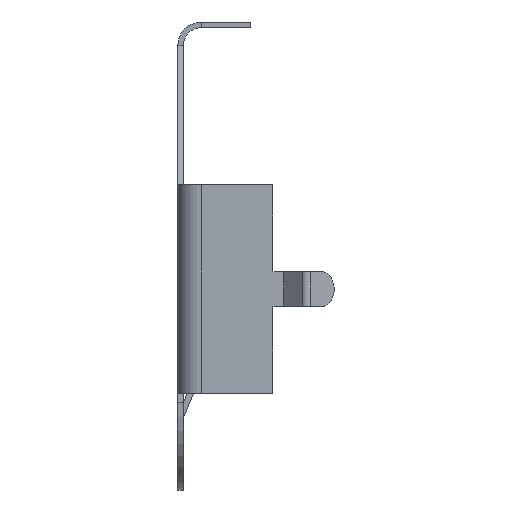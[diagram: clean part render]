
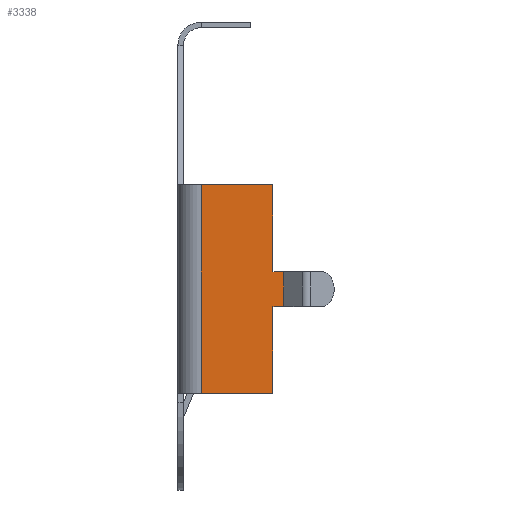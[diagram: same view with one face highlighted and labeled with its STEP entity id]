
A CAD part, left-side view. The second image highlights one B-rep face of the part: STEP entity #3338.
In plain terms, the highlighted planar face has unit normal (-1, 0, 0).
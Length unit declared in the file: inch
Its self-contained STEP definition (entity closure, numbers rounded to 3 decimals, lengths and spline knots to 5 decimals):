
#61 = LINE ( 'NONE', #3090, #2002 ) ;
#81 = DIRECTION ( 'NONE',  ( 0., 1., 0. ) ) ;
#175 = VECTOR ( 'NONE', #338, 39.37008 ) ;
#218 = AXIS2_PLACEMENT_3D ( 'NONE', #1616, #802, #2716 ) ;
#338 = DIRECTION ( 'NONE',  ( 0., -1., 0. ) ) ;
#396 = EDGE_CURVE ( 'NONE', #1926, #428, #2979, .T. ) ;
#428 = VERTEX_POINT ( 'NONE', #3326 ) ;
#521 = EDGE_CURVE ( 'NONE', #3515, #1450, #2823, .T. ) ;
#576 = CARTESIAN_POINT ( 'NONE',  ( -0.4695, -0.032, -0.279 ) ) ;
#708 = CARTESIAN_POINT ( 'NONE',  ( -0.4695, -0.159, -0.4955 ) ) ;
#718 = CARTESIAN_POINT ( 'NONE',  ( -0.4695, 0., -0.279 ) ) ;
#802 = DIRECTION ( 'NONE',  ( 1., 0., 0. ) ) ;
#854 = CARTESIAN_POINT ( 'NONE',  ( -0.4695, -0.032, -0.279 ) ) ;
#937 = EDGE_CURVE ( 'NONE', #3558, #3515, #61, .T. ) ;
#1064 = CARTESIAN_POINT ( 'NONE',  ( -0.4695, -0.032, -0.65 ) ) ;
#1117 = DIRECTION ( 'NONE',  ( 0., -1., 0. ) ) ;
#1125 = LINE ( 'NONE', #3347, #2480 ) ;
#1152 = DIRECTION ( 'NONE',  ( 0., 0., 1. ) ) ;
#1373 = EDGE_CURVE ( 'NONE', #3222, #3558, #1735, .T. ) ;
#1394 = VERTEX_POINT ( 'NONE', #2813 ) ;
#1450 = VERTEX_POINT ( 'NONE', #2501 ) ;
#1474 = EDGE_CURVE ( 'NONE', #1926, #3055, #2121, .T. ) ;
#1550 = LINE ( 'NONE', #718, #3016 ) ;
#1616 = CARTESIAN_POINT ( 'NONE',  ( -0.4695, 0., -0.4335 ) ) ;
#1735 = LINE ( 'NONE', #3115, #175 ) ;
#1759 = ORIENTED_EDGE ( 'NONE', *, *, #937, .T. ) ;
#1926 = VERTEX_POINT ( 'NONE', #1064 ) ;
#2002 = VECTOR ( 'NONE', #1152, 39.37008 ) ;
#2097 = VECTOR ( 'NONE', #81, 39.37008 ) ;
#2112 = VECTOR ( 'NONE', #3495, 39.37008 ) ;
#2121 = LINE ( 'NONE', #854, #2756 ) ;
#2130 = ORIENTED_EDGE ( 'NONE', *, *, #521, .T. ) ;
#2183 = ORIENTED_EDGE ( 'NONE', *, *, #1474, .F. ) ;
#2220 = DIRECTION ( 'NONE',  ( 0., 0., 1. ) ) ;
#2232 = DIRECTION ( 'NONE',  ( 0., 0., 1. ) ) ;
#2436 = PLANE ( 'NONE',  #218 ) ;
#2465 = CARTESIAN_POINT ( 'NONE',  ( -0.4695, 0., -0.65 ) ) ;
#2480 = VECTOR ( 'NONE', #2232, 39.37008 ) ;
#2501 = CARTESIAN_POINT ( 'NONE',  ( -0.4695, -0.159, -0.4335 ) ) ;
#2508 = CARTESIAN_POINT ( 'NONE',  ( -0.4695, -0.178, -0.4955 ) ) ;
#2542 = EDGE_CURVE ( 'NONE', #1394, #3055, #1550, .T. ) ;
#2596 = EDGE_CURVE ( 'NONE', #1450, #1394, #3581, .T. ) ;
#2605 = ORIENTED_EDGE ( 'NONE', *, *, #1373, .T. ) ;
#2626 = DIRECTION ( 'NONE',  ( 0., 1., 0. ) ) ;
#2659 = EDGE_CURVE ( 'NONE', #428, #3222, #1125, .T. ) ;
#2716 = DIRECTION ( 'NONE',  ( 0., -1., 0. ) ) ;
#2756 = VECTOR ( 'NONE', #2220, 39.37008 ) ;
#2813 = CARTESIAN_POINT ( 'NONE',  ( -0.4695, -0.159, -0.279 ) ) ;
#2823 = LINE ( 'NONE', #3119, #2097 ) ;
#2919 = ORIENTED_EDGE ( 'NONE', *, *, #2596, .T. ) ;
#2979 = LINE ( 'NONE', #2465, #3355 ) ;
#3016 = VECTOR ( 'NONE', #2626, 39.37008 ) ;
#3055 = VERTEX_POINT ( 'NONE', #576 ) ;
#3072 = ORIENTED_EDGE ( 'NONE', *, *, #396, .T. ) ;
#3090 = CARTESIAN_POINT ( 'NONE',  ( -0.4695, -0.178, -0.4335 ) ) ;
#3115 = CARTESIAN_POINT ( 'NONE',  ( -0.4695, 0., -0.4955 ) ) ;
#3119 = CARTESIAN_POINT ( 'NONE',  ( -0.4695, 0., -0.4335 ) ) ;
#3193 = EDGE_LOOP ( 'NONE', ( #2183, #3072, #3470, #2605, #1759, #2130, #2919, #3362 ) ) ;
#3213 = CARTESIAN_POINT ( 'NONE',  ( -0.4695, -0.159, -0.4335 ) ) ;
#3222 = VERTEX_POINT ( 'NONE', #708 ) ;
#3326 = CARTESIAN_POINT ( 'NONE',  ( -0.4695, -0.159, -0.65 ) ) ;
#3338 = ADVANCED_FACE ( 'NONE', ( #3516 ), #2436, .F. ) ;
#3339 = CARTESIAN_POINT ( 'NONE',  ( -0.4695, -0.178, -0.4335 ) ) ;
#3347 = CARTESIAN_POINT ( 'NONE',  ( -0.4695, -0.159, -0.4335 ) ) ;
#3355 = VECTOR ( 'NONE', #1117, 39.37008 ) ;
#3362 = ORIENTED_EDGE ( 'NONE', *, *, #2542, .T. ) ;
#3470 = ORIENTED_EDGE ( 'NONE', *, *, #2659, .T. ) ;
#3495 = DIRECTION ( 'NONE',  ( 0., 0., 1. ) ) ;
#3515 = VERTEX_POINT ( 'NONE', #3339 ) ;
#3516 = FACE_OUTER_BOUND ( 'NONE', #3193, .T. ) ;
#3558 = VERTEX_POINT ( 'NONE', #2508 ) ;
#3581 = LINE ( 'NONE', #3213, #2112 ) ;
